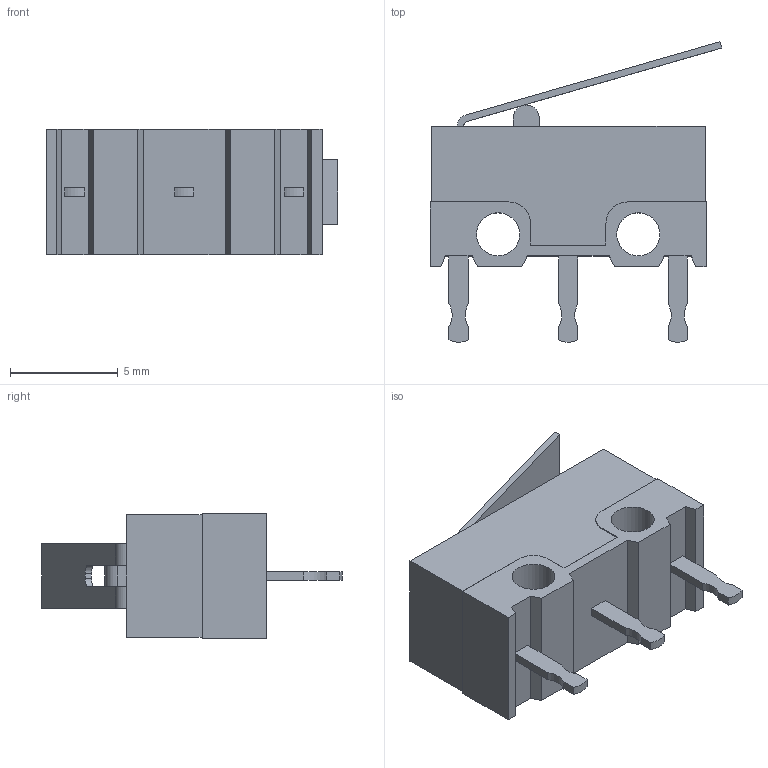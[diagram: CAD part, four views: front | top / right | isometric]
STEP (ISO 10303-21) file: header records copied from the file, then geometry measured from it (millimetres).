
FILE_DESCRIPTION(/* description */ ('STEP AP214','CAx-IF Rec.Pracs.---Representation and Presentation of Product Manufacturing Information (PMI)---4.0---2014-10-13'),/* implementation_level */ '2;1');
FILE_NAME(/* name */ 'D2F-01L .step',/* time_stamp */ '2025-08-01T18:03:03+05:30',/* author */ (''),/* organization */ (''),/* preprocessor_version */ 'ST-DEVELOPER v20',/* originating_system */ 'Autodesk Translation Framework v13.20.0.188',/* authorisation */ '');
FILE_SCHEMA (('AP242_MANAGED_MODEL_BASED_3D_ENGINEERING_MIM_LF { 1 0 10303 442 1 1 4 }'));
Length unit declared in the file: millimetre
Products named in the file (1): D2F-01L
Bounding box: 13.52 x 13.93 x 5.8 mm (x, y, z)
Volume: 435.5 mm3; surface area: 757.9 mm2
Topology: 7 solids, 7 shells, 90 faces, 228 edges, 152 vertices
Faces by surface type: plane 68, cylinder 22
Full cylindrical faces by diameter (mm): 2 x2
Entity records: 2752 total; most frequent: CARTESIAN_POINT 471, ORIENTED_EDGE 456, DIRECTION 454, EDGE_CURVE 228, LINE 184, VECTOR 184, VERTEX_POINT 152, AXIS2_PLACEMENT_3D 135
